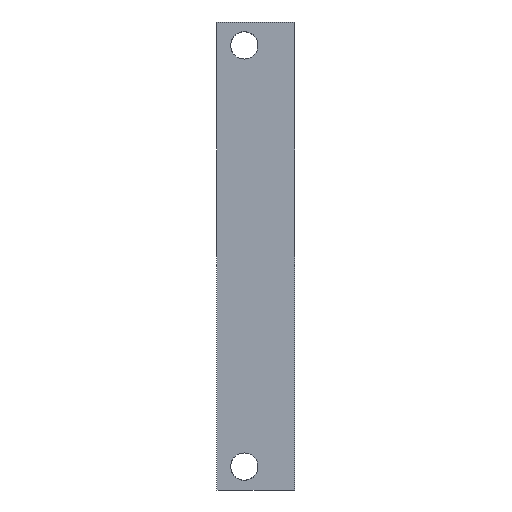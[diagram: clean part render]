
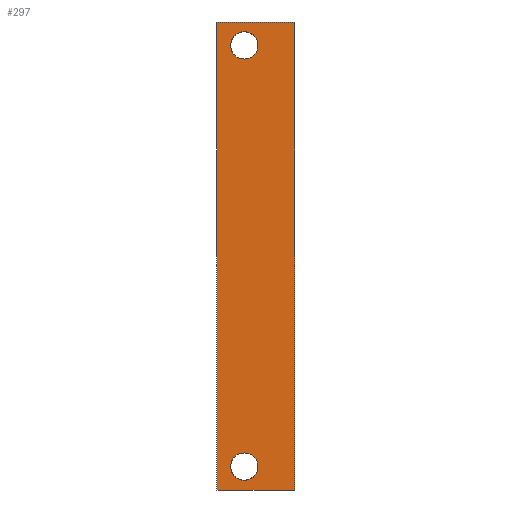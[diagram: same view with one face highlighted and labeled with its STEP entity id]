
A CAD part, front view. The second image highlights one B-rep face of the part: STEP entity #297.
In plain terms, the highlighted planar face has unit normal (0, -1, 0).
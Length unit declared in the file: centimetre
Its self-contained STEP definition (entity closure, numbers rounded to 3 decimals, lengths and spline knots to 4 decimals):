
#108=VECTOR('',#391,1.);
#114=VECTOR('',#413,1.);
#116=VECTOR('',#420,1.);
#117=VECTOR('',#421,1.);
#120=LINE('',#338,#108);
#126=LINE('',#367,#114);
#128=LINE('',#374,#116);
#129=LINE('',#375,#117);
#133=PLANE('',#317);
#146=VERTEX_POINT('',#337);
#147=VERTEX_POINT('',#339);
#152=VERTEX_POINT('',#352);
#157=VERTEX_POINT('',#366);
#158=VERTEX_POINT('',#368);
#159=VERTEX_POINT('',#372);
#164=CIRCLE('',#309,0.175);
#167=CIRCLE('',#316,0.175);
#175=EDGE_CURVE('',#147,#146,#120,.T.);
#182=EDGE_CURVE('',#152,#152,#164,.T.);
#189=EDGE_CURVE('',#157,#158,#126,.T.);
#192=EDGE_CURVE('',#159,#159,#167,.T.);
#194=EDGE_CURVE('',#158,#146,#128,.T.);
#195=EDGE_CURVE('',#157,#147,#129,.T.);
#234=ORIENTED_EDGE('',*,*,#175,.T.);
#235=ORIENTED_EDGE('',*,*,#194,.F.);
#236=ORIENTED_EDGE('',*,*,#189,.F.);
#237=ORIENTED_EDGE('',*,*,#195,.T.);
#238=ORIENTED_EDGE('',*,*,#192,.T.);
#239=ORIENTED_EDGE('',*,*,#182,.T.);
#265=EDGE_LOOP('',(#234,#235,#236,#237));
#266=EDGE_LOOP('',(#238));
#267=EDGE_LOOP('',(#239));
#283=FACE_BOUND('',#265,.T.);
#284=FACE_BOUND('',#266,.T.);
#285=FACE_BOUND('',#267,.T.);
#297=ADVANCED_FACE('',(#283,#284,#285),#133,.T.);
#309=AXIS2_PLACEMENT_3D('',#351,#401,#402);
#316=AXIS2_PLACEMENT_3D('',#371,#417,#418);
#317=AXIS2_PLACEMENT_3D('',#373,#419,$);
#337=CARTESIAN_POINT('',(0.,0.,3.));
#338=CARTESIAN_POINT('',(1.,0.,3.));
#339=CARTESIAN_POINT('',(1.,0.,3.));
#351=CARTESIAN_POINT('',(0.35,0.,2.7));
#352=CARTESIAN_POINT('',(0.175,0.,2.7));
#366=CARTESIAN_POINT('',(1.,0.,-3.));
#367=CARTESIAN_POINT('',(1.,0.,-3.));
#368=CARTESIAN_POINT('',(0.,0.,-3.));
#371=CARTESIAN_POINT('',(0.35,0.,-2.7));
#372=CARTESIAN_POINT('',(0.175,0.,-2.7));
#373=CARTESIAN_POINT('',(0.5,0.,-3.));
#374=CARTESIAN_POINT('',(0.,0.,-3.));
#375=CARTESIAN_POINT('',(1.,0.,-3.));
#391=DIRECTION('',(-1.,0.,0.));
#401=DIRECTION('',(0.,1.,0.));
#402=DIRECTION('',(0.175,0.,0.));
#413=DIRECTION('',(-1.,0.,0.));
#417=DIRECTION('',(0.,1.,0.));
#418=DIRECTION('',(0.175,0.,0.));
#419=DIRECTION('',(0.,-1.,0.));
#420=DIRECTION('',(0.,0.,1.));
#421=DIRECTION('',(0.,0.,1.));
